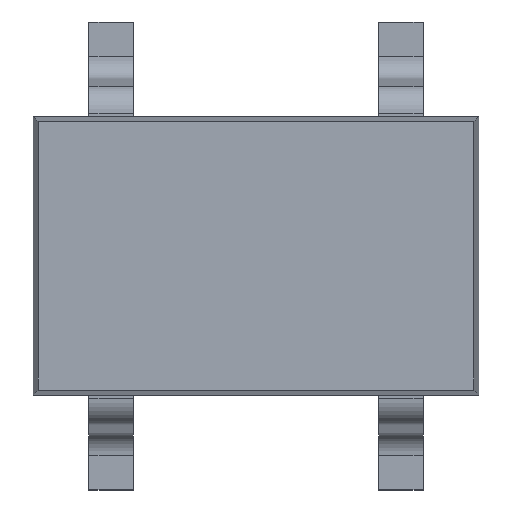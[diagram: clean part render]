
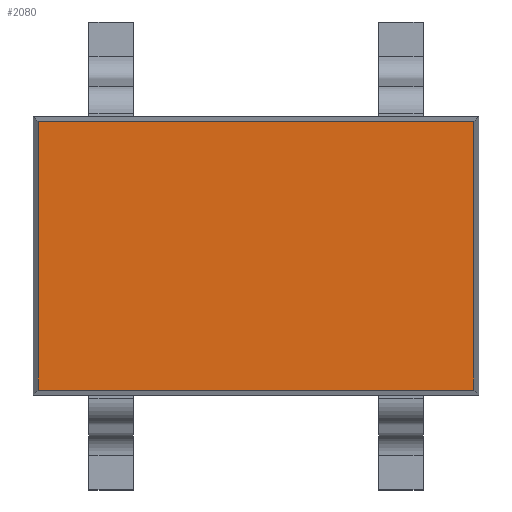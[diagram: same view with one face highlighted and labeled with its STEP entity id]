
A CAD part, top view. The second image highlights one B-rep face of the part: STEP entity #2080.
In plain terms, the highlighted planar face has unit normal (0, 0, 1).
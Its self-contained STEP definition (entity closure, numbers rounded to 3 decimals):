
#61 = DIRECTION ( 'NONE',  ( 0., 0., 1. ) ) ;
#377 = AXIS2_PLACEMENT_3D ( 'NONE', #2284, #61, #2275 ) ;
#673 = DIRECTION ( 'NONE',  ( 0., -1., 0. ) ) ;
#704 = VECTOR ( 'NONE', #1961, 1000. ) ;
#733 = LINE ( 'NONE', #2096, #704 ) ;
#769 = CARTESIAN_POINT ( 'NONE',  ( 0.978, 0.625, 1. ) ) ;
#794 = CARTESIAN_POINT ( 'NONE',  ( -0.978, -0.625, 1. ) ) ;
#804 = CARTESIAN_POINT ( 'NONE',  ( 1., -0.603, 1. ) ) ;
#807 = VECTOR ( 'NONE', #952, 1000. ) ;
#811 = LINE ( 'NONE', #804, #807 ) ;
#815 = VECTOR ( 'NONE', #673, 1000. ) ;
#817 = LINE ( 'NONE', #794, #815 ) ;
#826 = VECTOR ( 'NONE', #827, 1000. ) ;
#827 = DIRECTION ( 'NONE',  ( 0., 1., 0. ) ) ;
#860 = LINE ( 'NONE', #769, #826 ) ;
#952 = DIRECTION ( 'NONE',  ( 1., 0., 0. ) ) ;
#1281 = FACE_OUTER_BOUND ( 'NONE', #1436, .T. ) ;
#1299 = EDGE_CURVE ( 'NONE', #1637, #1627, #817, .T. ) ;
#1303 = EDGE_CURVE ( 'NONE', #1701, #1735, #860, .T. ) ;
#1308 = EDGE_CURVE ( 'NONE', #1627, #1701, #811, .T. ) ;
#1436 = EDGE_LOOP ( 'NONE', ( #2108, #2115, #2113, #2091 ) ) ;
#1439 = CARTESIAN_POINT ( 'NONE',  ( 0.978, 0.603, 1. ) ) ;
#1490 = EDGE_CURVE ( 'NONE', #1735, #1637, #733, .T. ) ;
#1627 = VERTEX_POINT ( 'NONE', #1707 ) ;
#1637 = VERTEX_POINT ( 'NONE', #1936 ) ;
#1701 = VERTEX_POINT ( 'NONE', #1905 ) ;
#1707 = CARTESIAN_POINT ( 'NONE',  ( -0.978, -0.603, 1. ) ) ;
#1735 = VERTEX_POINT ( 'NONE', #1439 ) ;
#1905 = CARTESIAN_POINT ( 'NONE',  ( 0.978, -0.603, 1. ) ) ;
#1936 = CARTESIAN_POINT ( 'NONE',  ( -0.978, 0.603, 1. ) ) ;
#1961 = DIRECTION ( 'NONE',  ( -1., 0., 0. ) ) ;
#2080 = ADVANCED_FACE ( 'NONE', ( #1281 ), #2306, .T. ) ;
#2091 = ORIENTED_EDGE ( 'NONE', *, *, #1490, .T. ) ;
#2096 = CARTESIAN_POINT ( 'NONE',  ( -1., 0.603, 1. ) ) ;
#2108 = ORIENTED_EDGE ( 'NONE', *, *, #1299, .T. ) ;
#2113 = ORIENTED_EDGE ( 'NONE', *, *, #1303, .T. ) ;
#2115 = ORIENTED_EDGE ( 'NONE', *, *, #1308, .T. ) ;
#2275 = DIRECTION ( 'NONE',  ( 1., 0., 0. ) ) ;
#2284 = CARTESIAN_POINT ( 'NONE',  ( 0., 0., 1. ) ) ;
#2306 = PLANE ( 'NONE',  #377 ) ;
